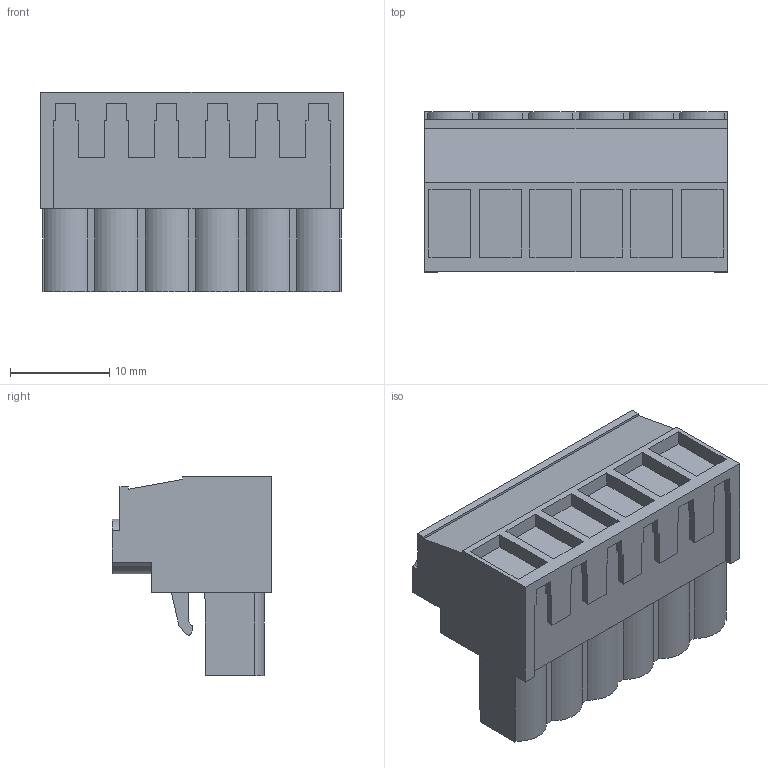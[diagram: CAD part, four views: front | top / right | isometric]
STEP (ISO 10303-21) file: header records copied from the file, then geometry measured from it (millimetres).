
FILE_DESCRIPTION(('CATIA V5 STEP','CAx-IF Rec.Pracs.--- Model Styling and Organization---1.2---2011-12-15'),'2;1');
FILE_NAME ('D1459870_0_1943620000_1943620000.stp','2017-05-20T10:47:55+00:00',('none'),('Weidmueller'),'CATIA Version 5-6 Release 2014','CATIA V5 STEP AP214','none');
FILE_SCHEMA(('AUTOMOTIVE_DESIGN { 1 0 10303 214 1 1 1 1 }'));
Length unit declared in the file: millimetre
Products named in the file (1): 1943620000
Bounding box: 30.48 x 16.1 x 20.05 mm (x, y, z)
Volume: 5693.1 mm3; surface area: 3852.2 mm2
Topology: 7 solids, 7 shells, 424 faces, 1189 edges, 804 vertices
Faces by surface type: plane 366, cylinder 58
Entity records: 12688 total; most frequent: ORIENTED_EDGE 2378, CARTESIAN_POINT 2270, DIRECTION 1741, EDGE_CURVE 1189, VECTOR 1049, LINE 1049, VERTEX_POINT 804, EDGE_LOOP 449
